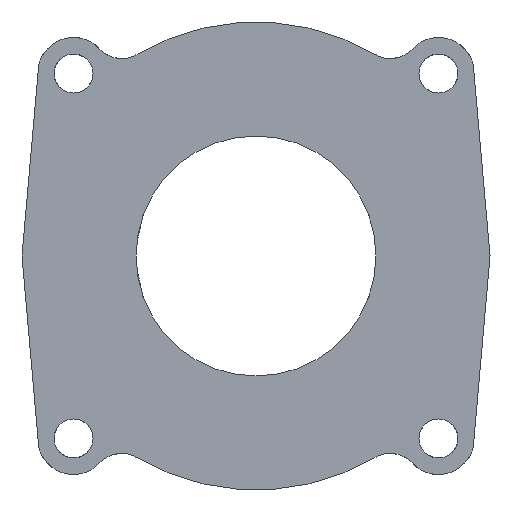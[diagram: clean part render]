
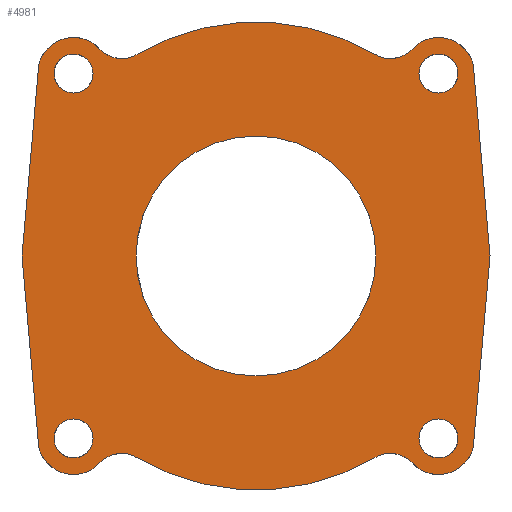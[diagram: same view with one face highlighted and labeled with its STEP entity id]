
A CAD part, left-side view. The second image highlights one B-rep face of the part: STEP entity #4981.
In plain terms, the highlighted planar face has unit normal (-1, 0, 0).
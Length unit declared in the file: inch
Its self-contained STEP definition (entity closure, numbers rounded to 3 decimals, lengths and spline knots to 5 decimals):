
#387=DIRECTION('',(0.,-0.087,-0.996));
#388=VECTOR('',#387,2.00404);
#389=CARTESIAN_POINT('',(0.0625,2.4375,0.));
#390=LINE('',#389,#388);
#395=CARTESIAN_POINT('',(0.0625,0.,0.));
#396=DIRECTION('',(1.,0.,0.));
#397=DIRECTION('',(0.,1.,0.));
#398=AXIS2_PLACEMENT_3D('',#395,#396,#397);
#400=CARTESIAN_POINT('',(0.0625,0.,0.));
#401=DIRECTION('',(1.,0.,0.));
#402=DIRECTION('',(0.,-1.,0.));
#403=AXIS2_PLACEMENT_3D('',#400,#401,#402);
#405=CARTESIAN_POINT('',(0.0625,1.90035,1.90035));
#406=DIRECTION('',(1.,0.,0.));
#407=DIRECTION('',(0.,1.,0.));
#408=AXIS2_PLACEMENT_3D('',#405,#406,#407);
#410=CARTESIAN_POINT('',(0.0625,1.90035,1.90035));
#411=DIRECTION('',(1.,0.,0.));
#412=DIRECTION('',(0.,-1.,0.));
#413=AXIS2_PLACEMENT_3D('',#410,#411,#412);
#415=CARTESIAN_POINT('',(0.0625,-1.90035,1.90035));
#416=DIRECTION('',(1.,0.,0.));
#417=DIRECTION('',(0.,0.,1.));
#418=AXIS2_PLACEMENT_3D('',#415,#416,#417);
#420=CARTESIAN_POINT('',(0.0625,-1.90035,1.90035));
#421=DIRECTION('',(1.,0.,0.));
#422=DIRECTION('',(0.,0.,-1.));
#423=AXIS2_PLACEMENT_3D('',#420,#421,#422);
#425=CARTESIAN_POINT('',(0.0625,-1.90035,-1.90035));
#426=DIRECTION('',(1.,0.,0.));
#427=DIRECTION('',(0.,-1.,0.));
#428=AXIS2_PLACEMENT_3D('',#425,#426,#427);
#430=CARTESIAN_POINT('',(0.0625,-1.90035,-1.90035));
#431=DIRECTION('',(1.,0.,0.));
#432=DIRECTION('',(0.,1.,0.));
#433=AXIS2_PLACEMENT_3D('',#430,#431,#432);
#435=CARTESIAN_POINT('',(0.0625,1.90035,-1.90035));
#436=DIRECTION('',(1.,0.,0.));
#437=DIRECTION('',(0.,0.,-1.));
#438=AXIS2_PLACEMENT_3D('',#435,#436,#437);
#440=CARTESIAN_POINT('',(0.0625,1.90035,-1.90035));
#441=DIRECTION('',(1.,0.,0.));
#442=DIRECTION('',(0.,0.,1.));
#443=AXIS2_PLACEMENT_3D('',#440,#441,#442);
#445=CARTESIAN_POINT('',(0.0625,1.39706,-2.3687));
#446=DIRECTION('',(1.,0.,0.));
#447=DIRECTION('',(0.,0.732,0.681));
#448=AXIS2_PLACEMENT_3D('',#445,#446,#447);
#454=CARTESIAN_POINT('',(0.0625,0.,0.));
#455=DIRECTION('',(1.,0.,0.));
#456=DIRECTION('',(0.,-0.508,-0.861));
#457=AXIS2_PLACEMENT_3D('',#454,#455,#456);
#463=CARTESIAN_POINT('',(0.0625,-1.39706,-2.3687));
#464=DIRECTION('',(1.,0.,0.));
#465=DIRECTION('',(0.,0.508,0.861));
#466=AXIS2_PLACEMENT_3D('',#463,#464,#465);
#472=CARTESIAN_POINT('',(0.0625,-1.90035,-1.90035));
#473=DIRECTION('',(1.,0.,0.));
#474=DIRECTION('',(0.,-0.967,-0.256));
#475=AXIS2_PLACEMENT_3D('',#472,#473,#474);
#481=DIRECTION('',(0.,-0.087,0.996));
#482=VECTOR('',#481,2.00404);
#483=CARTESIAN_POINT('',(0.0625,-2.26284,-1.99641));
#484=LINE('',#483,#482);
#489=DIRECTION('',(0.,0.087,0.996));
#490=VECTOR('',#489,2.00404);
#491=CARTESIAN_POINT('',(0.0625,-2.4375,0.));
#492=LINE('',#491,#490);
#497=CARTESIAN_POINT('',(0.0625,-1.90035,1.90035));
#498=DIRECTION('',(1.,0.,0.));
#499=DIRECTION('',(0.,0.732,0.681));
#500=AXIS2_PLACEMENT_3D('',#497,#498,#499);
#506=CARTESIAN_POINT('',(0.0625,-1.39706,2.3687));
#507=DIRECTION('',(1.,0.,0.));
#508=DIRECTION('',(0.,-0.732,-0.681));
#509=AXIS2_PLACEMENT_3D('',#506,#507,#508);
#515=CARTESIAN_POINT('',(0.0625,0.,0.));
#516=DIRECTION('',(1.,0.,0.));
#517=DIRECTION('',(0.,0.508,0.861));
#518=AXIS2_PLACEMENT_3D('',#515,#516,#517);
#524=CARTESIAN_POINT('',(0.0625,1.39706,2.3687));
#525=DIRECTION('',(1.,0.,0.));
#526=DIRECTION('',(0.,-0.508,-0.861));
#527=AXIS2_PLACEMENT_3D('',#524,#525,#526);
#533=CARTESIAN_POINT('',(0.0625,1.90035,1.90035));
#534=DIRECTION('',(1.,0.,0.));
#535=DIRECTION('',(0.,0.967,0.256));
#536=AXIS2_PLACEMENT_3D('',#533,#534,#535);
#542=DIRECTION('',(0.,0.087,-0.996));
#543=VECTOR('',#542,2.00404);
#544=CARTESIAN_POINT('',(0.0625,2.26284,1.99641));
#545=LINE('',#544,#543);
#947=CARTESIAN_POINT('',(0.0625,1.90035,-1.90035));
#948=DIRECTION('',(1.,0.,0.));
#949=DIRECTION('',(0.,-0.732,-0.681));
#950=AXIS2_PLACEMENT_3D('',#947,#948,#949);
#4157=CARTESIAN_POINT('',(0.0625,1.62583,-2.15581));
#4158=CARTESIAN_POINT('',(0.0625,1.2383,-2.09953));
#4159=VERTEX_POINT('',#4157);
#4160=VERTEX_POINT('',#4158);
#4161=CARTESIAN_POINT('',(0.0625,-1.2383,-2.09953));
#4162=VERTEX_POINT('',#4161);
#4163=CARTESIAN_POINT('',(0.0625,-1.62583,-2.15581));
#4164=VERTEX_POINT('',#4163);
#4165=CARTESIAN_POINT('',(0.0625,-2.26284,-1.99641));
#4166=VERTEX_POINT('',#4165);
#4167=CARTESIAN_POINT('',(0.0625,-2.4375,0.));
#4168=VERTEX_POINT('',#4167);
#4169=CARTESIAN_POINT('',(0.0625,-2.26284,1.99641));
#4170=VERTEX_POINT('',#4169);
#4171=CARTESIAN_POINT('',(0.0625,-1.62583,2.15581));
#4172=VERTEX_POINT('',#4171);
#4173=CARTESIAN_POINT('',(0.0625,-1.2383,2.09953));
#4174=VERTEX_POINT('',#4173);
#4175=CARTESIAN_POINT('',(0.0625,1.2383,2.09953));
#4176=VERTEX_POINT('',#4175);
#4177=CARTESIAN_POINT('',(0.0625,1.62583,2.15581));
#4178=VERTEX_POINT('',#4177);
#4179=CARTESIAN_POINT('',(0.0625,2.26284,1.99641));
#4180=VERTEX_POINT('',#4179);
#4181=CARTESIAN_POINT('',(0.0625,2.4375,0.));
#4182=VERTEX_POINT('',#4181);
#4183=CARTESIAN_POINT('',(0.0625,2.26284,-1.99641));
#4184=VERTEX_POINT('',#4183);
#4189=CARTESIAN_POINT('',(0.0625,1.25,0.));
#4190=CARTESIAN_POINT('',(0.0625,-1.25,0.));
#4191=VERTEX_POINT('',#4189);
#4192=VERTEX_POINT('',#4190);
#4199=CARTESIAN_POINT('',(0.0625,2.10347,1.90035));
#4200=CARTESIAN_POINT('',(0.0625,1.69722,1.90035));
#4201=VERTEX_POINT('',#4199);
#4202=VERTEX_POINT('',#4200);
#4205=CARTESIAN_POINT('',(0.0625,-1.90035,2.10347));
#4206=CARTESIAN_POINT('',(0.0625,-1.90035,1.69722));
#4207=VERTEX_POINT('',#4205);
#4208=VERTEX_POINT('',#4206);
#4211=CARTESIAN_POINT('',(0.0625,-2.10347,-1.90035));
#4212=CARTESIAN_POINT('',(0.0625,-1.69722,-1.90035));
#4213=VERTEX_POINT('',#4211);
#4214=VERTEX_POINT('',#4212);
#4217=CARTESIAN_POINT('',(0.0625,1.90035,-2.10347));
#4218=CARTESIAN_POINT('',(0.0625,1.90035,-1.69722));
#4219=VERTEX_POINT('',#4217);
#4220=VERTEX_POINT('',#4218);
#4917=CARTESIAN_POINT('',(0.0625,-2.4375,3.25));
#4918=DIRECTION('',(1.,0.,0.));
#4919=DIRECTION('',(0.,1.,0.));
#4920=AXIS2_PLACEMENT_3D('',#4917,#4918,#4919);
#4921=PLANE('',#4920);
#4923=ORIENTED_EDGE('',*,*,#4922,.F.);
#4925=ORIENTED_EDGE('',*,*,#4924,.T.);
#4926=ORIENTED_EDGE('',*,*,#4905,.F.);
#4928=ORIENTED_EDGE('',*,*,#4927,.F.);
#4930=ORIENTED_EDGE('',*,*,#4929,.T.);
#4932=ORIENTED_EDGE('',*,*,#4931,.F.);
#4934=ORIENTED_EDGE('',*,*,#4933,.T.);
#4936=ORIENTED_EDGE('',*,*,#4935,.F.);
#4938=ORIENTED_EDGE('',*,*,#4937,.T.);
#4940=ORIENTED_EDGE('',*,*,#4939,.F.);
#4942=ORIENTED_EDGE('',*,*,#4941,.F.);
#4944=ORIENTED_EDGE('',*,*,#4943,.T.);
#4946=ORIENTED_EDGE('',*,*,#4945,.F.);
#4948=ORIENTED_EDGE('',*,*,#4947,.T.);
#4949=EDGE_LOOP('',(#4923,#4925,#4926,#4928,#4930,#4932,#4934,#4936,#4938,#4940,
#4942,#4944,#4946,#4948));
#4950=FACE_OUTER_BOUND('',#4949,.F.);
#4952=ORIENTED_EDGE('',*,*,#4951,.F.);
#4954=ORIENTED_EDGE('',*,*,#4953,.F.);
#4955=EDGE_LOOP('',(#4952,#4954));
#4956=FACE_BOUND('',#4955,.F.);
#4958=ORIENTED_EDGE('',*,*,#4957,.F.);
#4960=ORIENTED_EDGE('',*,*,#4959,.F.);
#4961=EDGE_LOOP('',(#4958,#4960));
#4962=FACE_BOUND('',#4961,.F.);
#4964=ORIENTED_EDGE('',*,*,#4963,.F.);
#4966=ORIENTED_EDGE('',*,*,#4965,.F.);
#4967=EDGE_LOOP('',(#4964,#4966));
#4968=FACE_BOUND('',#4967,.F.);
#4970=ORIENTED_EDGE('',*,*,#4969,.F.);
#4972=ORIENTED_EDGE('',*,*,#4971,.F.);
#4973=EDGE_LOOP('',(#4970,#4972));
#4974=FACE_BOUND('',#4973,.F.);
#4976=ORIENTED_EDGE('',*,*,#4975,.F.);
#4978=ORIENTED_EDGE('',*,*,#4977,.F.);
#4979=EDGE_LOOP('',(#4976,#4978));
#4980=FACE_BOUND('',#4979,.F.);
#399=CIRCLE('',#398,1.25);
#404=CIRCLE('',#403,1.25);
#409=CIRCLE('',#408,0.20313);
#414=CIRCLE('',#413,0.20313);
#419=CIRCLE('',#418,0.20313);
#424=CIRCLE('',#423,0.20313);
#429=CIRCLE('',#428,0.20313);
#434=CIRCLE('',#433,0.20313);
#439=CIRCLE('',#438,0.20313);
#444=CIRCLE('',#443,0.20313);
#449=CIRCLE('',#448,0.3125);
#458=CIRCLE('',#457,2.4375);
#467=CIRCLE('',#466,0.3125);
#476=CIRCLE('',#475,0.375);
#501=CIRCLE('',#500,0.375);
#510=CIRCLE('',#509,0.3125);
#519=CIRCLE('',#518,2.4375);
#528=CIRCLE('',#527,0.3125);
#537=CIRCLE('',#536,0.375);
#951=CIRCLE('',#950,0.375);
#4905=EDGE_CURVE('',#4182,#4184,#390,.T.);
#4922=EDGE_CURVE('',#4159,#4160,#449,.T.);
#4924=EDGE_CURVE('',#4159,#4184,#951,.T.);
#4927=EDGE_CURVE('',#4180,#4182,#545,.T.);
#4929=EDGE_CURVE('',#4180,#4178,#537,.T.);
#4931=EDGE_CURVE('',#4176,#4178,#528,.T.);
#4933=EDGE_CURVE('',#4176,#4174,#519,.T.);
#4935=EDGE_CURVE('',#4172,#4174,#510,.T.);
#4937=EDGE_CURVE('',#4172,#4170,#501,.T.);
#4939=EDGE_CURVE('',#4168,#4170,#492,.T.);
#4941=EDGE_CURVE('',#4166,#4168,#484,.T.);
#4943=EDGE_CURVE('',#4166,#4164,#476,.T.);
#4945=EDGE_CURVE('',#4162,#4164,#467,.T.);
#4947=EDGE_CURVE('',#4162,#4160,#458,.T.);
#4951=EDGE_CURVE('',#4191,#4192,#399,.T.);
#4953=EDGE_CURVE('',#4192,#4191,#404,.T.);
#4957=EDGE_CURVE('',#4201,#4202,#409,.T.);
#4959=EDGE_CURVE('',#4202,#4201,#414,.T.);
#4963=EDGE_CURVE('',#4207,#4208,#419,.T.);
#4965=EDGE_CURVE('',#4208,#4207,#424,.T.);
#4969=EDGE_CURVE('',#4213,#4214,#429,.T.);
#4971=EDGE_CURVE('',#4214,#4213,#434,.T.);
#4975=EDGE_CURVE('',#4219,#4220,#439,.T.);
#4977=EDGE_CURVE('',#4220,#4219,#444,.T.);
#4981=ADVANCED_FACE('',(#4950,#4956,#4962,#4968,#4974,#4980),#4921,.F.);
